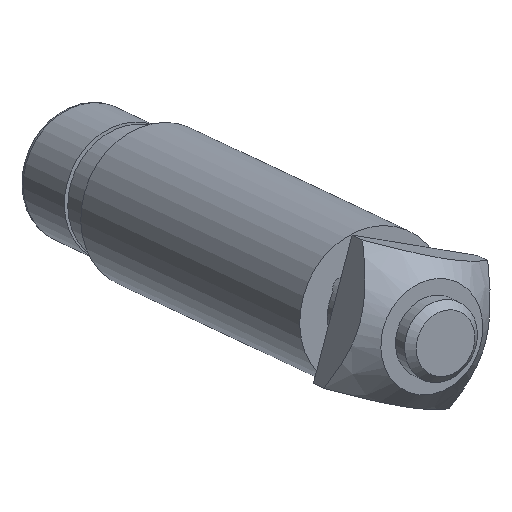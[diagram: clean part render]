
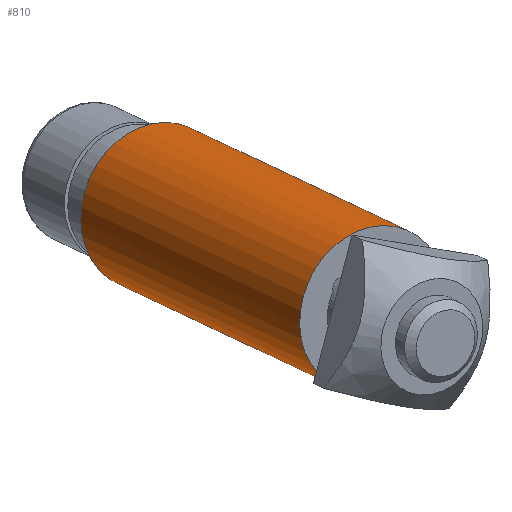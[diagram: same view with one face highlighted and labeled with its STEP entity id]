
A CAD part, front view. The second image highlights one B-rep face of the part: STEP entity #810.
In plain terms, the highlighted cylindrical face has radius 5 mm (diameter 10 mm), a full revolution.
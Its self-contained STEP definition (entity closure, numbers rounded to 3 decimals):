
#20=CYLINDRICAL_SURFACE('',#900,5.);
#73=LINE('',#1374,#116);
#116=VECTOR('',#1089,5.);
#163=FACE_OUTER_BOUND('',#211,.T.);
#211=EDGE_LOOP('',(#613,#614,#615,#616,#617,#618));
#258=CIRCLE('',#901,5.);
#259=CIRCLE('',#902,5.);
#260=CIRCLE('',#903,5.);
#261=CIRCLE('',#904,5.);
#341=VERTEX_POINT('',#1370);
#342=VERTEX_POINT('',#1371);
#343=VERTEX_POINT('',#1373);
#344=VERTEX_POINT('',#1375);
#439=EDGE_CURVE('',#341,#342,#258,.T.);
#440=EDGE_CURVE('',#342,#343,#73,.T.);
#441=EDGE_CURVE('',#343,#344,#259,.T.);
#442=EDGE_CURVE('',#344,#343,#260,.T.);
#443=EDGE_CURVE('',#342,#341,#261,.T.);
#613=ORIENTED_EDGE('',*,*,#439,.T.);
#614=ORIENTED_EDGE('',*,*,#440,.T.);
#615=ORIENTED_EDGE('',*,*,#441,.T.);
#616=ORIENTED_EDGE('',*,*,#442,.T.);
#617=ORIENTED_EDGE('',*,*,#440,.F.);
#618=ORIENTED_EDGE('',*,*,#443,.T.);
#810=ADVANCED_FACE('',(#163),#20,.T.);
#900=AXIS2_PLACEMENT_3D('',#1369,#1085,#1086);
#901=AXIS2_PLACEMENT_3D('',#1372,#1087,#1088);
#902=AXIS2_PLACEMENT_3D('',#1376,#1090,#1091);
#903=AXIS2_PLACEMENT_3D('',#1377,#1092,#1093);
#904=AXIS2_PLACEMENT_3D('',#1378,#1094,#1095);
#1085=DIRECTION('center_axis',(-0.531,0.81,0.25));
#1086=DIRECTION('ref_axis',(0.668,0.581,-0.465));
#1087=DIRECTION('center_axis',(0.531,-0.81,-0.25));
#1088=DIRECTION('ref_axis',(0.668,0.581,-0.465));
#1089=DIRECTION('',(0.531,-0.81,-0.25));
#1090=DIRECTION('center_axis',(-0.531,0.81,0.25));
#1091=DIRECTION('ref_axis',(0.668,0.581,-0.465));
#1092=DIRECTION('center_axis',(-0.531,0.81,0.25));
#1093=DIRECTION('ref_axis',(0.668,0.581,-0.465));
#1094=DIRECTION('center_axis',(0.531,-0.81,-0.25));
#1095=DIRECTION('ref_axis',(0.668,0.581,-0.465));
#1369=CARTESIAN_POINT('Origin',(-11.24,-1.868,-0.518));
#1370=CARTESIAN_POINT('',(-12.278,7.719,-0.778));
#1371=CARTESIAN_POINT('',(-18.958,1.907,3.869));
#1372=CARTESIAN_POINT('Origin',(-15.618,4.813,1.545));
#1373=CARTESIAN_POINT('',(-6.222,-17.529,-2.133));
#1374=CARTESIAN_POINT('',(-14.58,-4.775,1.806));
#1375=CARTESIAN_POINT('',(0.458,-11.717,-6.78));
#1376=CARTESIAN_POINT('Origin',(-2.882,-14.623,-4.456));
#1377=CARTESIAN_POINT('Origin',(-2.882,-14.623,-4.456));
#1378=CARTESIAN_POINT('Origin',(-15.618,4.813,1.545));
